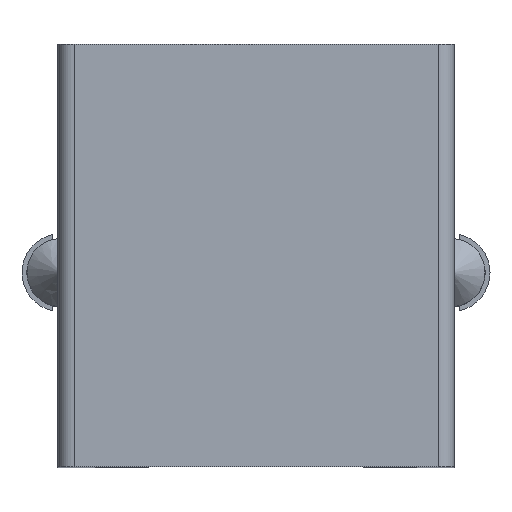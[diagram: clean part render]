
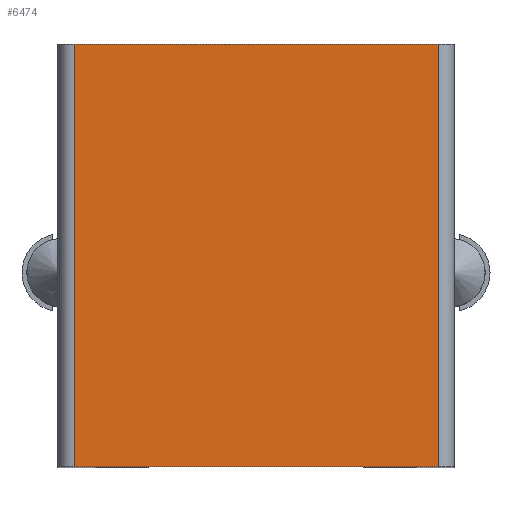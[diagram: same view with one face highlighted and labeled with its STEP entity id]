
A CAD part, top view. The second image highlights one B-rep face of the part: STEP entity #6474.
In plain terms, the highlighted planar face has unit normal (0, 0, 1).
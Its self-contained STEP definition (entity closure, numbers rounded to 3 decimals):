
#1306 = PLANE('',#1307);
#1307 = AXIS2_PLACEMENT_3D('',#1308,#1309,#1310);
#1308 = CARTESIAN_POINT('',(6.1,7.,14.6));
#1309 = DIRECTION('',(0.,-1.,0.));
#1310 = DIRECTION('',(1.,0.,0.));
#1387 = PLANE('',#1388);
#1388 = AXIS2_PLACEMENT_3D('',#1389,#1390,#1391);
#1389 = CARTESIAN_POINT('',(6.1,-6.,14.6));
#1390 = DIRECTION('',(0.,1.,0.));
#1391 = DIRECTION('',(-1.,0.,0.));
#2329 = CYLINDRICAL_SURFACE('',#2330,0.5);
#2330 = AXIS2_PLACEMENT_3D('',#2331,#2332,#2333);
#2331 = CARTESIAN_POINT('',(-5.6,7.,14.1));
#2332 = DIRECTION('',(0.,1.,0.));
#2333 = DIRECTION('',(0.,0.,1.));
#2960 = EDGE_CURVE('',#2961,#2963,#2965,.T.);
#2961 = VERTEX_POINT('',#2962);
#2962 = CARTESIAN_POINT('',(5.6,7.,14.6));
#2963 = VERTEX_POINT('',#2964);
#2964 = CARTESIAN_POINT('',(-5.6,7.,14.6));
#2965 = SURFACE_CURVE('',#2966,(#2970,#2977),.PCURVE_S1.);
#2966 = LINE('',#2967,#2968);
#2967 = CARTESIAN_POINT('',(6.1,7.,14.6));
#2968 = VECTOR('',#2969,1.);
#2969 = DIRECTION('',(-1.,0.,0.));
#2970 = PCURVE('',#1306,#2971);
#2971 = DEFINITIONAL_REPRESENTATION('',(#2972),#2976);
#2972 = LINE('',#2973,#2974);
#2973 = CARTESIAN_POINT('',(0.,0.));
#2974 = VECTOR('',#2975,1.);
#2975 = DIRECTION('',(-1.,0.));
#2976 = ( GEOMETRIC_REPRESENTATION_CONTEXT(2) 
PARAMETRIC_REPRESENTATION_CONTEXT() REPRESENTATION_CONTEXT('2D SPACE',''
  ) );
#2977 = PCURVE('',#2978,#2983);
#2978 = PLANE('',#2979);
#2979 = AXIS2_PLACEMENT_3D('',#2980,#2981,#2982);
#2980 = CARTESIAN_POINT('',(-6.1,7.,14.6));
#2981 = DIRECTION('',(0.,0.,1.));
#2982 = DIRECTION('',(0.,-1.,0.));
#2983 = DEFINITIONAL_REPRESENTATION('',(#2984),#2988);
#2984 = LINE('',#2985,#2986);
#2985 = CARTESIAN_POINT('',(0.,12.2));
#2986 = VECTOR('',#2987,1.);
#2987 = DIRECTION('',(0.,-1.));
#2988 = ( GEOMETRIC_REPRESENTATION_CONTEXT(2) 
PARAMETRIC_REPRESENTATION_CONTEXT() REPRESENTATION_CONTEXT('2D SPACE',''
  ) );
#3011 = CYLINDRICAL_SURFACE('',#3012,0.5);
#3012 = AXIS2_PLACEMENT_3D('',#3013,#3014,#3015);
#3013 = CARTESIAN_POINT('',(5.6,7.,14.1));
#3014 = DIRECTION('',(0.,-1.,0.));
#3015 = DIRECTION('',(0.,0.,-1.));
#4614 = VERTEX_POINT('',#4615);
#4615 = CARTESIAN_POINT('',(5.6,-6.,14.6));
#4663 = EDGE_CURVE('',#4664,#4614,#4666,.T.);
#4664 = VERTEX_POINT('',#4665);
#4665 = CARTESIAN_POINT('',(-5.6,-6.,14.6));
#4666 = SURFACE_CURVE('',#4667,(#4671,#4678),.PCURVE_S1.);
#4667 = LINE('',#4668,#4669);
#4668 = CARTESIAN_POINT('',(6.1,-6.,14.6));
#4669 = VECTOR('',#4670,1.);
#4670 = DIRECTION('',(1.,0.,0.));
#4671 = PCURVE('',#1387,#4672);
#4672 = DEFINITIONAL_REPRESENTATION('',(#4673),#4677);
#4673 = LINE('',#4674,#4675);
#4674 = CARTESIAN_POINT('',(0.,0.));
#4675 = VECTOR('',#4676,1.);
#4676 = DIRECTION('',(-1.,0.));
#4677 = ( GEOMETRIC_REPRESENTATION_CONTEXT(2) 
PARAMETRIC_REPRESENTATION_CONTEXT() REPRESENTATION_CONTEXT('2D SPACE',''
  ) );
#4678 = PCURVE('',#2978,#4679);
#4679 = DEFINITIONAL_REPRESENTATION('',(#4680),#4684);
#4680 = LINE('',#4681,#4682);
#4681 = CARTESIAN_POINT('',(13.,12.2));
#4682 = VECTOR('',#4683,1.);
#4683 = DIRECTION('',(0.,1.));
#4684 = ( GEOMETRIC_REPRESENTATION_CONTEXT(2) 
PARAMETRIC_REPRESENTATION_CONTEXT() REPRESENTATION_CONTEXT('2D SPACE',''
  ) );
#5525 = EDGE_CURVE('',#2963,#4664,#5526,.T.);
#5526 = SURFACE_CURVE('',#5527,(#5531,#5560),.PCURVE_S1.);
#5527 = LINE('',#5528,#5529);
#5528 = CARTESIAN_POINT('',(-5.6,-6.,14.6));
#5529 = VECTOR('',#5530,1.);
#5530 = DIRECTION('',(0.,-1.,0.));
#5531 = PCURVE('',#2329,#5532);
#5532 = DEFINITIONAL_REPRESENTATION('',(#5533),#5559);
#5533 = B_SPLINE_CURVE_WITH_KNOTS('',3,(#5534,#5535,#5536,#5537,#5538,
    #5539,#5540,#5541,#5542,#5543,#5544,#5545,#5546,#5547,#5548,#5549,
    #5550,#5551,#5552,#5553,#5554,#5555,#5556,#5557,#5558),
  .UNSPECIFIED.,.F.,.F.,(4,1,1,1,1,1,1,1,1,1,1,1,1,1,1,1,1,1,1,1,1,1,4),
  (-13.,-12.409,-11.818,-11.227,-10.636,
    -10.045,-9.455,-8.864,-8.273,
    -7.682,-7.091,-6.5,-5.909,-5.318
    ,-4.727,-4.136,-3.545,-2.955,
    -2.364,-1.773,-1.182,-0.591,
    0.),.UNSPECIFIED.);
#5534 = CARTESIAN_POINT('',(6.283,0.));
#5535 = CARTESIAN_POINT('',(6.283,-0.197));
#5536 = CARTESIAN_POINT('',(6.283,-0.591));
#5537 = CARTESIAN_POINT('',(6.283,-1.182));
#5538 = CARTESIAN_POINT('',(6.283,-1.773));
#5539 = CARTESIAN_POINT('',(6.283,-2.364));
#5540 = CARTESIAN_POINT('',(6.283,-2.955));
#5541 = CARTESIAN_POINT('',(6.283,-3.545));
#5542 = CARTESIAN_POINT('',(6.283,-4.136));
#5543 = CARTESIAN_POINT('',(6.283,-4.727));
#5544 = CARTESIAN_POINT('',(6.283,-5.318));
#5545 = CARTESIAN_POINT('',(6.283,-5.909));
#5546 = CARTESIAN_POINT('',(6.283,-6.5));
#5547 = CARTESIAN_POINT('',(6.283,-7.091));
#5548 = CARTESIAN_POINT('',(6.283,-7.682));
#5549 = CARTESIAN_POINT('',(6.283,-8.273));
#5550 = CARTESIAN_POINT('',(6.283,-8.864));
#5551 = CARTESIAN_POINT('',(6.283,-9.455));
#5552 = CARTESIAN_POINT('',(6.283,-10.045));
#5553 = CARTESIAN_POINT('',(6.283,-10.636));
#5554 = CARTESIAN_POINT('',(6.283,-11.227));
#5555 = CARTESIAN_POINT('',(6.283,-11.818));
#5556 = CARTESIAN_POINT('',(6.283,-12.409));
#5557 = CARTESIAN_POINT('',(6.283,-12.803));
#5558 = CARTESIAN_POINT('',(6.283,-13.));
#5559 = ( GEOMETRIC_REPRESENTATION_CONTEXT(2) 
PARAMETRIC_REPRESENTATION_CONTEXT() REPRESENTATION_CONTEXT('2D SPACE',''
  ) );
#5560 = PCURVE('',#2978,#5561);
#5561 = DEFINITIONAL_REPRESENTATION('',(#5562),#5566);
#5562 = LINE('',#5563,#5564);
#5563 = CARTESIAN_POINT('',(13.,0.5));
#5564 = VECTOR('',#5565,1.);
#5565 = DIRECTION('',(1.,0.));
#5566 = ( GEOMETRIC_REPRESENTATION_CONTEXT(2) 
PARAMETRIC_REPRESENTATION_CONTEXT() REPRESENTATION_CONTEXT('2D SPACE',''
  ) );
#6474 = ADVANCED_FACE('',(#6475),#2978,.T.);
#6475 = FACE_BOUND('',#6476,.T.);
#6476 = EDGE_LOOP('',(#6477,#6478,#6521,#6522));
#6477 = ORIENTED_EDGE('',*,*,#4663,.T.);
#6478 = ORIENTED_EDGE('',*,*,#6479,.T.);
#6479 = EDGE_CURVE('',#4614,#2961,#6480,.T.);
#6480 = SURFACE_CURVE('',#6481,(#6485,#6492),.PCURVE_S1.);
#6481 = LINE('',#6482,#6483);
#6482 = CARTESIAN_POINT('',(5.6,7.,14.6));
#6483 = VECTOR('',#6484,1.);
#6484 = DIRECTION('',(0.,1.,0.));
#6485 = PCURVE('',#2978,#6486);
#6486 = DEFINITIONAL_REPRESENTATION('',(#6487),#6491);
#6487 = LINE('',#6488,#6489);
#6488 = CARTESIAN_POINT('',(0.,11.7));
#6489 = VECTOR('',#6490,1.);
#6490 = DIRECTION('',(-1.,0.));
#6491 = ( GEOMETRIC_REPRESENTATION_CONTEXT(2) 
PARAMETRIC_REPRESENTATION_CONTEXT() REPRESENTATION_CONTEXT('2D SPACE',''
  ) );
#6492 = PCURVE('',#3011,#6493);
#6493 = DEFINITIONAL_REPRESENTATION('',(#6494),#6520);
#6494 = B_SPLINE_CURVE_WITH_KNOTS('',3,(#6495,#6496,#6497,#6498,#6499,
    #6500,#6501,#6502,#6503,#6504,#6505,#6506,#6507,#6508,#6509,#6510,
    #6511,#6512,#6513,#6514,#6515,#6516,#6517,#6518,#6519),
  .UNSPECIFIED.,.F.,.F.,(4,1,1,1,1,1,1,1,1,1,1,1,1,1,1,1,1,1,1,1,1,1,4),
  (-13.,-12.409,-11.818,-11.227,-10.636,
    -10.045,-9.455,-8.864,-8.273,
    -7.682,-7.091,-6.5,-5.909,-5.318
    ,-4.727,-4.136,-3.545,-2.955,
    -2.364,-1.773,-1.182,-0.591,
    0.),.UNSPECIFIED.);
#6495 = CARTESIAN_POINT('',(3.142,13.));
#6496 = CARTESIAN_POINT('',(3.142,12.803));
#6497 = CARTESIAN_POINT('',(3.142,12.409));
#6498 = CARTESIAN_POINT('',(3.142,11.818));
#6499 = CARTESIAN_POINT('',(3.142,11.227));
#6500 = CARTESIAN_POINT('',(3.142,10.636));
#6501 = CARTESIAN_POINT('',(3.142,10.045));
#6502 = CARTESIAN_POINT('',(3.142,9.455));
#6503 = CARTESIAN_POINT('',(3.142,8.864));
#6504 = CARTESIAN_POINT('',(3.142,8.273));
#6505 = CARTESIAN_POINT('',(3.142,7.682));
#6506 = CARTESIAN_POINT('',(3.142,7.091));
#6507 = CARTESIAN_POINT('',(3.142,6.5));
#6508 = CARTESIAN_POINT('',(3.142,5.909));
#6509 = CARTESIAN_POINT('',(3.142,5.318));
#6510 = CARTESIAN_POINT('',(3.142,4.727));
#6511 = CARTESIAN_POINT('',(3.142,4.136));
#6512 = CARTESIAN_POINT('',(3.142,3.545));
#6513 = CARTESIAN_POINT('',(3.142,2.955));
#6514 = CARTESIAN_POINT('',(3.142,2.364));
#6515 = CARTESIAN_POINT('',(3.142,1.773));
#6516 = CARTESIAN_POINT('',(3.142,1.182));
#6517 = CARTESIAN_POINT('',(3.142,0.591));
#6518 = CARTESIAN_POINT('',(3.142,0.197));
#6519 = CARTESIAN_POINT('',(3.142,0.));
#6520 = ( GEOMETRIC_REPRESENTATION_CONTEXT(2) 
PARAMETRIC_REPRESENTATION_CONTEXT() REPRESENTATION_CONTEXT('2D SPACE',''
  ) );
#6521 = ORIENTED_EDGE('',*,*,#2960,.T.);
#6522 = ORIENTED_EDGE('',*,*,#5525,.T.);
